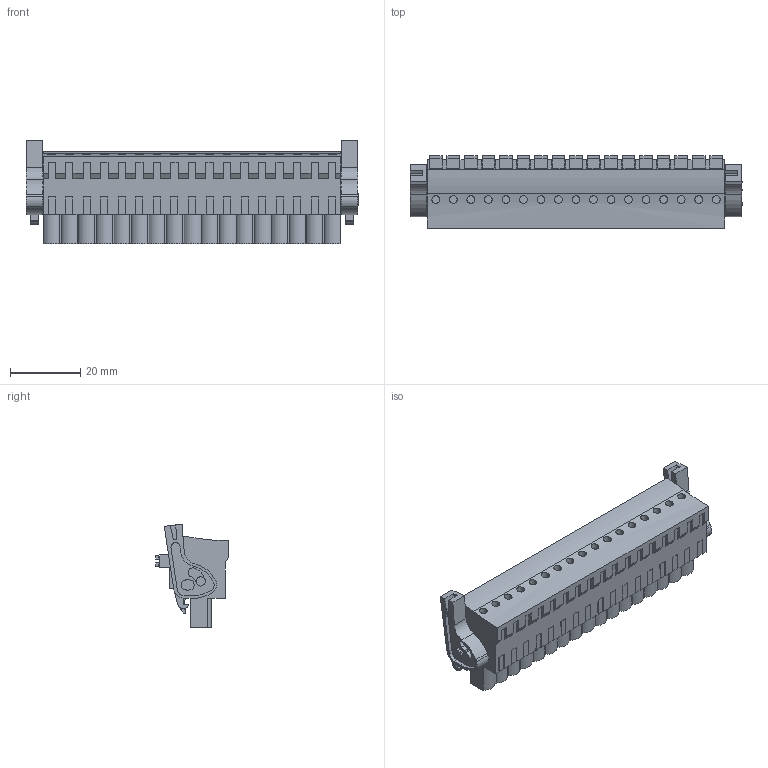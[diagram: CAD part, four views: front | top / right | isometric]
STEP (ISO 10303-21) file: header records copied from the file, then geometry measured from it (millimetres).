
FILE_DESCRIPTION(('CATIA V5 STEP Exchange','CAx-IF Rec.Pracs.--- Model Styling and Organization---1.2---2011-12-15'),'2;1');
FILE_NAME ('D1461134_0_1981020000_1981020000.stp','2017-09-23T15:50:38+00:00',('none'),('Weidmueller'),'CATIA Version 5-6 Release 2014','CATIA V5 STEP AP214','none');
FILE_SCHEMA(('AUTOMOTIVE_DESIGN { 1 0 10303 214 1 1 1 1 }'));
Length unit declared in the file: millimetre
Products named in the file (1): 1981020000
Bounding box: 94.7 x 20.79 x 29.52 mm (x, y, z)
Volume: 26792.6 mm3; surface area: 13079.7 mm2
Topology: 20 solids, 20 shells, 1215 faces, 3453 edges, 2356 vertices
Faces by surface type: plane 923, cylinder 284, extrusion 8
Entity records: 36344 total; most frequent: CARTESIAN_POINT 7025, ORIENTED_EDGE 6906, DIRECTION 4613, EDGE_CURVE 3453, VECTOR 2817, LINE 2809, VERTEX_POINT 2356, EDGE_LOOP 1301
